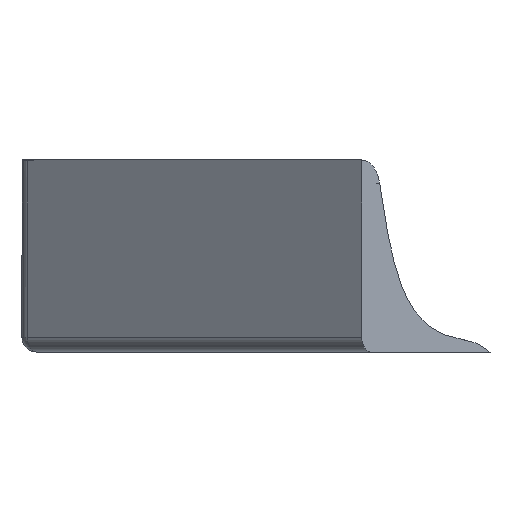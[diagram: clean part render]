
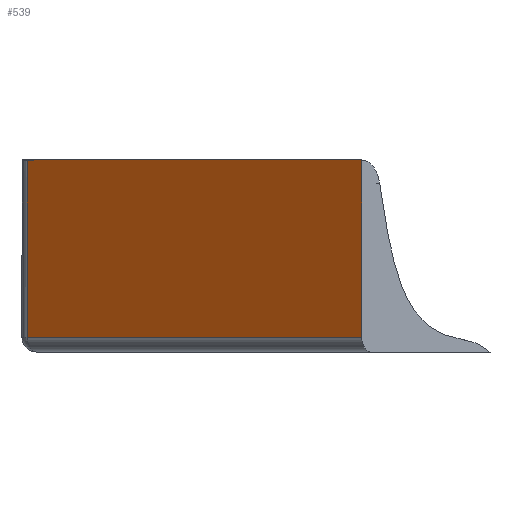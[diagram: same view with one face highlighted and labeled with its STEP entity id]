
A CAD part, left-side view. The second image highlights one B-rep face of the part: STEP entity #539.
In plain terms, the highlighted planar face has unit normal (-0.766, 0.643, 0).
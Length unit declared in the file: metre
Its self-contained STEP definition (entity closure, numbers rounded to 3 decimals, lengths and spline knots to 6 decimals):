
#36=PLANE('',#588);
#50=FACE_OUTER_BOUND('',#84,.T.);
#84=EDGE_LOOP('',(#382,#383,#384,#385));
#152=LINE('',#1009,#184);
#153=LINE('',#1011,#185);
#154=LINE('',#1013,#186);
#155=LINE('',#1014,#187);
#184=VECTOR('',#664,1.);
#185=VECTOR('',#665,1.);
#186=VECTOR('',#666,1.);
#187=VECTOR('',#667,1.);
#246=VERTEX_POINT('',#1007);
#247=VERTEX_POINT('',#1008);
#248=VERTEX_POINT('',#1010);
#249=VERTEX_POINT('',#1012);
#298=EDGE_CURVE('',#246,#247,#152,.F.);
#299=EDGE_CURVE('',#247,#248,#153,.F.);
#300=EDGE_CURVE('',#248,#249,#154,.F.);
#301=EDGE_CURVE('',#249,#246,#155,.T.);
#382=ORIENTED_EDGE('',*,*,#298,.T.);
#383=ORIENTED_EDGE('',*,*,#299,.T.);
#384=ORIENTED_EDGE('',*,*,#300,.T.);
#385=ORIENTED_EDGE('',*,*,#301,.T.);
#539=ADVANCED_FACE('',(#50),#36,.T.);
#588=AXIS2_PLACEMENT_3D('',#1006,#662,#663);
#662=DIRECTION('center_axis',(-0.766,0.643,0.));
#663=DIRECTION('ref_axis',(-0.643,-0.766,0.));
#664=DIRECTION('',(0.,0.,1.));
#665=DIRECTION('',(0.643,0.766,0.));
#666=DIRECTION('',(0.,0.,-1.));
#667=DIRECTION('',(0.643,0.766,0.));
#1006=CARTESIAN_POINT('Origin',(-0.07529,-0.029186,
0.008255));
#1007=CARTESIAN_POINT('',(-0.051181,-0.000454,0.016508));
#1008=CARTESIAN_POINT('',(-0.051181,-0.000454,0.00127));
#1009=CARTESIAN_POINT('',(-0.051181,-0.000454,0.008255));
#1010=CARTESIAN_POINT('',(-0.07529,-0.029186,0.00127));
#1011=CARTESIAN_POINT('',(-0.07529,-0.029186,0.00127));
#1012=CARTESIAN_POINT('',(-0.07529,-0.029186,0.016508));
#1013=CARTESIAN_POINT('',(-0.07529,-0.029186,0.008255));
#1014=CARTESIAN_POINT('',(-0.063045,-0.014593,0.016508));
